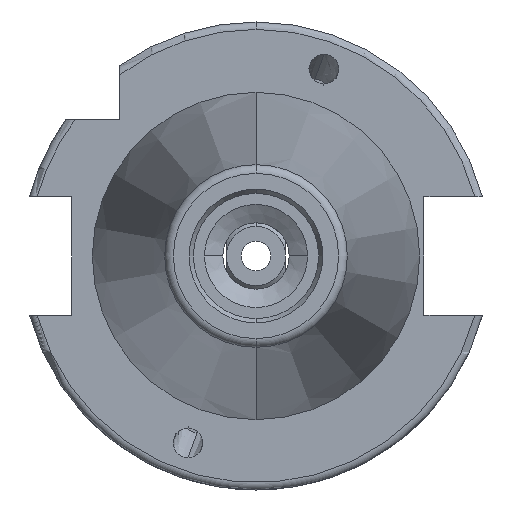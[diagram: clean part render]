
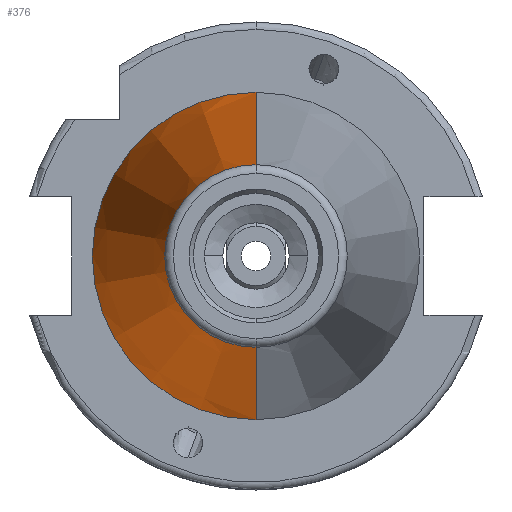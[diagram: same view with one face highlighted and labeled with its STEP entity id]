
A CAD part, left-side view. The second image highlights one B-rep face of the part: STEP entity #376.
In plain terms, the highlighted conical face has half-angle 8.297 degrees and reference radius 22.225 mm.
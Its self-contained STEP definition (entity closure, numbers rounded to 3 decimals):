
#321 = DIRECTION ( 'NONE',  ( 0.99, 0.144, 0. ) ) ;
#376 = ADVANCED_FACE ( 'NONE', ( #1145 ), #978, .T. ) ;
#467 = ORIENTED_EDGE ( 'NONE', *, *, #3081, .F. ) ;
#564 = CARTESIAN_POINT ( 'NONE',  ( -67.373, 12.4, 0. ) ) ;
#645 = EDGE_CURVE ( 'NONE', #4197, #4895, #3388, .T. ) ;
#978 = CONICAL_SURFACE ( 'NONE', #4701, 22.225, 0.145 ) ;
#1099 = CARTESIAN_POINT ( 'NONE',  ( -67.373, 0., 0. ) ) ;
#1145 = FACE_OUTER_BOUND ( 'NONE', #3119, .T. ) ;
#1406 = CARTESIAN_POINT ( 'NONE',  ( 0., -22.225, 0. ) ) ;
#1587 = DIRECTION ( 'NONE',  ( 0., -1., 0. ) ) ;
#1894 = DIRECTION ( 'NONE',  ( 0.99, -0.144, 0. ) ) ;
#2302 = CARTESIAN_POINT ( 'NONE',  ( 0., 0., 0. ) ) ;
#2728 = LINE ( 'NONE', #1406, #4115 ) ;
#2812 = DIRECTION ( 'NONE',  ( 0., -1., 0. ) ) ;
#3081 = EDGE_CURVE ( 'NONE', #3875, #4197, #4599, .T. ) ;
#3119 = EDGE_LOOP ( 'NONE', ( #467, #5710, #4862, #5905 ) ) ;
#3388 = LINE ( 'NONE', #4950, #5990 ) ;
#3630 = AXIS2_PLACEMENT_3D ( 'NONE', #2302, #5932, #2812 ) ;
#3875 = VERTEX_POINT ( 'NONE', #4412 ) ;
#4084 = DIRECTION ( 'NONE',  ( 1., 0., 0. ) ) ;
#4115 = VECTOR ( 'NONE', #1894, 1000. ) ;
#4197 = VERTEX_POINT ( 'NONE', #564 ) ;
#4412 = CARTESIAN_POINT ( 'NONE',  ( -67.373, -12.4, 0. ) ) ;
#4599 = CIRCLE ( 'NONE', #5370, 12.4 ) ;
#4684 = DIRECTION ( 'NONE',  ( -1., 0., 0. ) ) ;
#4701 = AXIS2_PLACEMENT_3D ( 'NONE', #5624, #4084, #6397 ) ;
#4835 = CARTESIAN_POINT ( 'NONE',  ( 0., 22.225, 0. ) ) ;
#4862 = ORIENTED_EDGE ( 'NONE', *, *, #4906, .T. ) ;
#4895 = VERTEX_POINT ( 'NONE', #4835 ) ;
#4906 = EDGE_CURVE ( 'NONE', #5401, #4895, #6153, .T. ) ;
#4950 = CARTESIAN_POINT ( 'NONE',  ( 0., 22.225, 0. ) ) ;
#5041 = EDGE_CURVE ( 'NONE', #3875, #5401, #2728, .T. ) ;
#5370 = AXIS2_PLACEMENT_3D ( 'NONE', #1099, #4684, #1587 ) ;
#5401 = VERTEX_POINT ( 'NONE', #6342 ) ;
#5624 = CARTESIAN_POINT ( 'NONE',  ( 0., 0., 0. ) ) ;
#5710 = ORIENTED_EDGE ( 'NONE', *, *, #5041, .T. ) ;
#5905 = ORIENTED_EDGE ( 'NONE', *, *, #645, .F. ) ;
#5932 = DIRECTION ( 'NONE',  ( -1., 0., 0. ) ) ;
#5990 = VECTOR ( 'NONE', #321, 1000. ) ;
#6153 = CIRCLE ( 'NONE', #3630, 22.225 ) ;
#6342 = CARTESIAN_POINT ( 'NONE',  ( 0., -22.225, 0. ) ) ;
#6397 = DIRECTION ( 'NONE',  ( 0., 1., 0. ) ) ;
